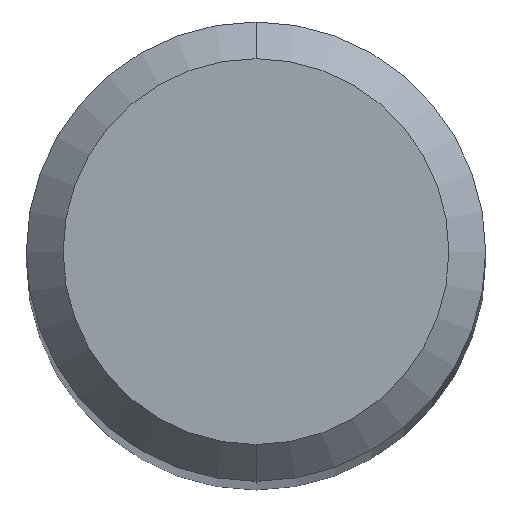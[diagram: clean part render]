
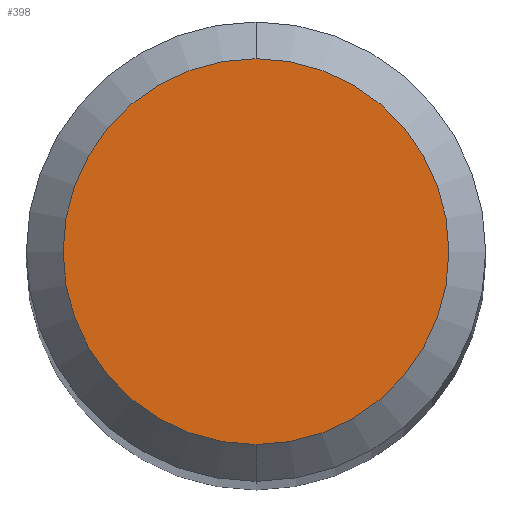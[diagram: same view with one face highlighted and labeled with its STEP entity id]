
A CAD part, top view. The second image highlights one B-rep face of the part: STEP entity #398.
In plain terms, the highlighted planar face has unit normal (0, 0, 1).
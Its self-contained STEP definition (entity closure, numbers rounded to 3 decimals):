
#248=VERTEX_POINT('',#557);
#250=EDGE_CURVE('',#248,#412,#559,.T.);
#398=ADVANCED_FACE('',(#723),#724,.T.);
#412=VERTEX_POINT('',#738);
#436=EDGE_CURVE('',#412,#248,#764,.T.);
#557=CARTESIAN_POINT('',(0.,-2.1,0.0));
#559=CIRCLE('',#949,2.1);
#723=FACE_OUTER_BOUND('',#1338,.T.);
#724=PLANE('',#1339);
#738=CARTESIAN_POINT('',(0.0,2.1,0.0));
#764=CIRCLE('',#1393,2.1);
#949=AXIS2_PLACEMENT_3D('',#1513,#1514,#1515);
#1338=EDGE_LOOP('',(#1690,#1691));
#1339=AXIS2_PLACEMENT_3D('',#1692,#1693,#1694);
#1393=AXIS2_PLACEMENT_3D('',#1729,#1730,#1731);
#1513=CARTESIAN_POINT('',(0.0,0.0,0.0));
#1514=DIRECTION('',(0.0,0.0,-1.0));
#1515=DIRECTION('',(0.0,1.0,0.0));
#1690=ORIENTED_EDGE('',*,*,#436,.F.);
#1691=ORIENTED_EDGE('',*,*,#250,.F.);
#1692=CARTESIAN_POINT('',(0.0,1.05,0.0));
#1693=DIRECTION('',(-0.0,0.0,1.0));
#1694=DIRECTION('',(0.0,-1.0,0.0));
#1729=CARTESIAN_POINT('',(0.0,0.0,0.0));
#1730=DIRECTION('',(0.0,0.0,-1.0));
#1731=DIRECTION('',(0.0,1.0,0.0));
